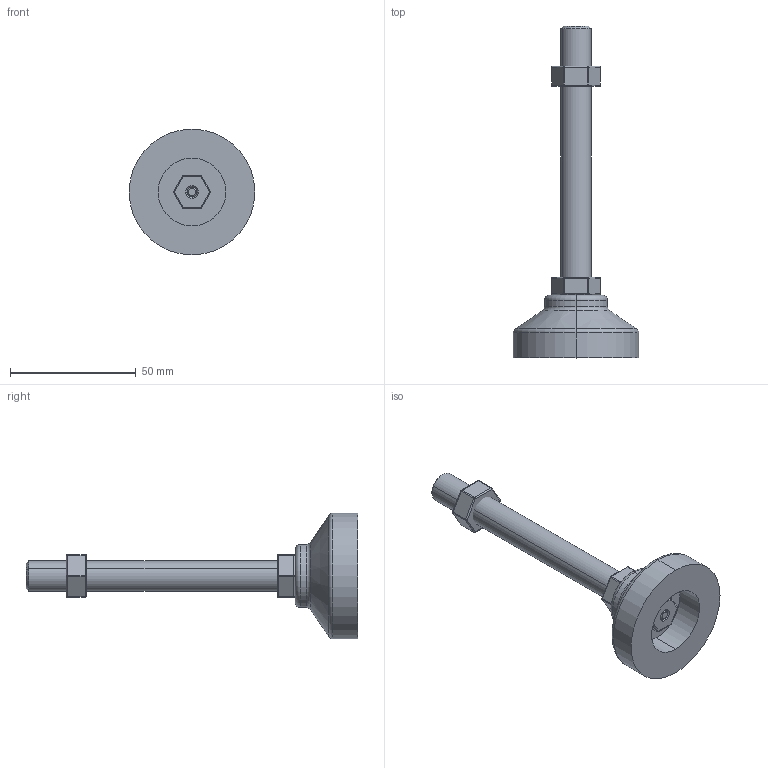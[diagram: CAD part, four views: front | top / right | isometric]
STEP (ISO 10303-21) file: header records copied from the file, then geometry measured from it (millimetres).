
FILE_DESCRIPTION (( 'STEP AP214' ), '1' );
FILE_NAME ('B756 Îïîðà ðåãóëèðóåìàÿ Ô50 Ì12õ100.STEP', '2025-07-18T13:47:46', ( '' ), ( '' ), 'SwSTEP 2.0', 'SolidWorks 2025', '' );
FILE_SCHEMA (( 'AUTOMOTIVE_DESIGN' ));
Length unit declared in the file: millimetre
Products named in the file (5): Гайка_00; Опора_00; Вал_00; Мал.гайка_00; B756 Опора регулируемая Ф50 М12х100
Assembly tree (4 placements, depth 2):
  B756 Опора регулируемая Ф50 М12х100
    Опора_00
    Вал_00
    Гайка_00
    Мал.гайка_00
Bounding box: 50 x 132 x 50 mm (x, y, z)
Volume: 42904.7 mm3; surface area: 13836.9 mm2
Topology: 4 solids, 4 shells, 156 faces, 330 edges, 169 vertices
Faces by surface type: cylinder 70, sphere 37, plane 29, cone 14, torus 6
Entity records: 4096 total; most frequent: DIRECTION 796, CARTESIAN_POINT 626, ORIENTED_EDGE 608, AXIS2_PLACEMENT_3D 329, EDGE_CURVE 304, CIRCLE 166, EDGE_LOOP 165, VERTEX_POINT 159
